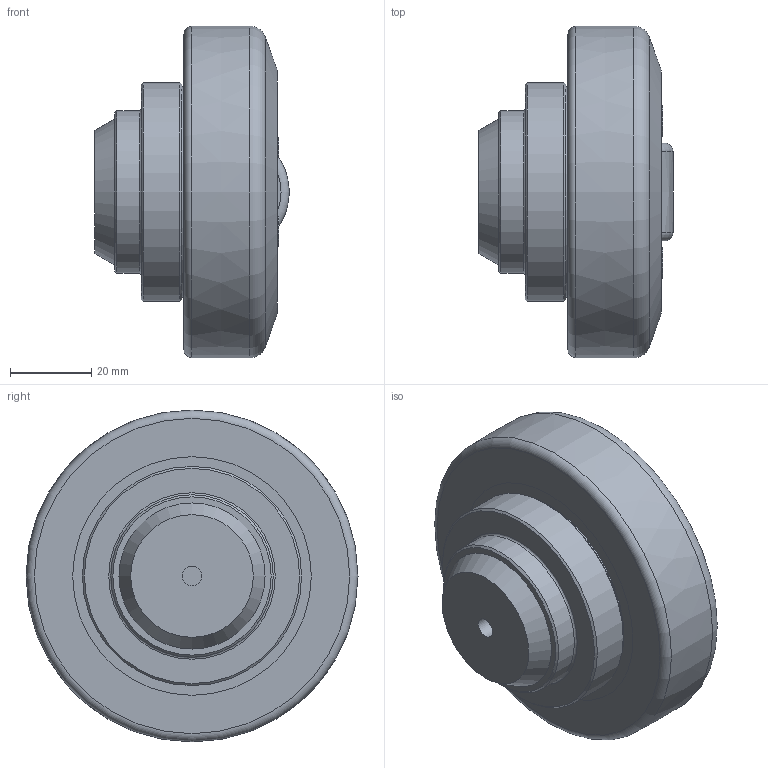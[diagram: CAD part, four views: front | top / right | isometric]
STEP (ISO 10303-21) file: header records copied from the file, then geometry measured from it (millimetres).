
FILE_DESCRIPTION(/* description */ ('-','CAx-IF Rec.Pracs.---Representation and Presentation of Product Manufacturing Information (PMI)---4.0---2014-10-13'),/* implementation_level */ '2;1');
FILE_NAME(/* name */ '6526be7b-819d-4313-a2fe-19b46216389f.stp',/* time_stamp */ '2020-06-23T16:47:33+02:00',/* author */ ('-'),/* organization */ ('NTI CADcenter A/S'),/* preprocessor_version */ 'ST-DEVELOPER v18',/* originating_system */ 'Autodesk Inventor 2020',/* authorisation */ '-');
FILE_SCHEMA (('AP242_MANAGED_MODEL_BASED_3D_ENGINEERING_MIM_LF { 1 0 10303 442 1 1 4 }'));
Length unit declared in the file: millimetre
Products named in the file (1): PT080.0260_Kontur
Bounding box: 48 x 81.8 x 81.79 mm (x, y, z)
Volume: 129113.7 mm3; surface area: 42733.3 mm2
Topology: 2 solids, 2 shells, 180 faces, 530 edges, 344 vertices
Faces by surface type: plane 73, cylinder 67, torus 18, cone 15, bspline 7
Full cylindrical faces by diameter (mm): 2 x1, 2.5 x2, 3 x2, 4 x2, 4.3 x2, 4.917 x1, 7.53 x2, 14.3 x1, 19.3 x1, 22.5 x2, 40 x1, 46 x2, 46.1 x1, 52 x2, 52.5 x2, 54 x1, 55 x1, 56.5 x3, 58.8 x2
Entity records: 7146 total; most frequent: CARTESIAN_POINT 1968, DIRECTION 1080, ORIENTED_EDGE 1054, EDGE_CURVE 527, AXIS2_PLACEMENT_3D 475, VERTEX_POINT 344, CIRCLE 298, EDGE_LOOP 221
